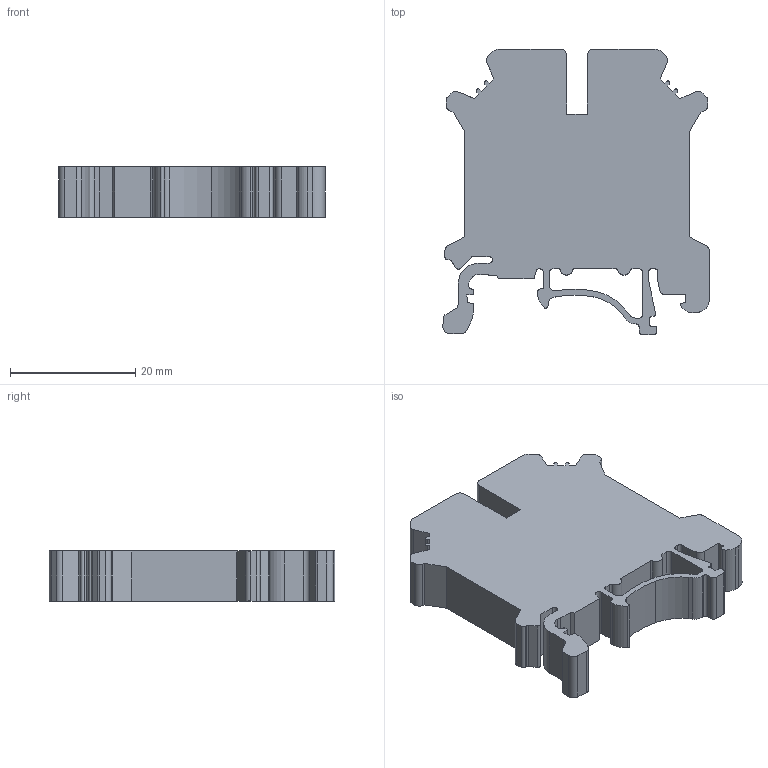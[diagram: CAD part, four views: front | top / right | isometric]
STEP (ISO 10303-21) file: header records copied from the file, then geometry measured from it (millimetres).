
FILE_DESCRIPTION(/* description */ (''),/* implementation_level */ '2;1');
FILE_NAME(/* name */ '306991.stp',/* time_stamp */ '2019-06-19T09:24:59+08:00',/* author */ (''),/* organization */ (''),/* preprocessor_version */ 'ST-DEVELOPER v16',/* originating_system */ 'SIEMENS PLM Software NX 10.0',/* authorisation */ '');
FILE_SCHEMA (('CONFIG_CONTROL_DESIGN'));
Length unit declared in the file: millimetre
Products named in the file (1): sp1214t1001.stp_step.prt_step
Bounding box: 42.53 x 45.65 x 8.1 mm (x, y, z)
Volume: 10864.4 mm3; surface area: 5111.7 mm2
Topology: 1 solids, 1 shells, 165 faces, 532 edges, 369 vertices
Faces by surface type: plane 88, cylinder 73, extrusion 4
Entity records: 6056 total; most frequent: CARTESIAN_POINT 1115, ORIENTED_EDGE 1064, DIRECTION 998, EDGE_CURVE 532, VECTOR 382, LINE 378, VERTEX_POINT 369, AXIS2_PLACEMENT_3D 308
